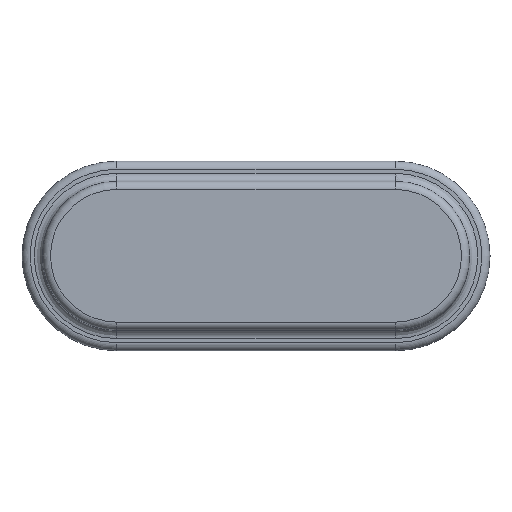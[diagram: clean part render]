
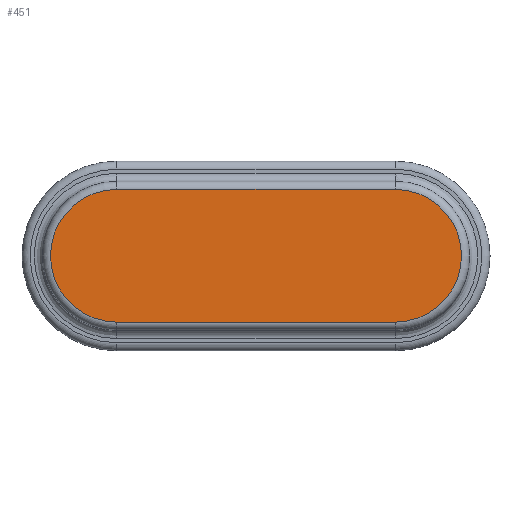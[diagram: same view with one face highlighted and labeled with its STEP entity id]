
A CAD part, top view. The second image highlights one B-rep face of the part: STEP entity #451.
In plain terms, the highlighted planar face has unit normal (0, 0, 1).
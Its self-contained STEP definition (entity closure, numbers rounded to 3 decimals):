
#259=CARTESIAN_POINT('',(-3.42,1.63,3.5));
#260=VERTEX_POINT('',#259);
#268=CARTESIAN_POINT('',(3.42,1.63,3.5));
#269=VERTEX_POINT('',#268);
#270=CARTESIAN_POINT('',(-3.42,1.63,3.5));
#271=DIRECTION('',(1.0,0.0,0.0));
#272=VECTOR('',#271,6.84);
#273=LINE('',#270,#272);
#274=EDGE_CURVE('',#260,#269,#273,.T.);
#301=CARTESIAN_POINT('',(-3.42,-1.63,3.5));
#302=VERTEX_POINT('',#301);
#310=CARTESIAN_POINT('',(-3.42,0.,3.5));
#311=DIRECTION('',(0.0,0.0,-1.0));
#312=DIRECTION('',(-1.0,0.0,0.0));
#313=AXIS2_PLACEMENT_3D('',#310,#311,#312);
#314=CIRCLE('',#313,1.63);
#315=EDGE_CURVE('',#302,#260,#314,.T.);
#333=CARTESIAN_POINT('',(3.42,-1.63,3.5));
#334=VERTEX_POINT('',#333);
#352=CARTESIAN_POINT('',(3.42,0.,3.5));
#353=DIRECTION('',(0.0,0.0,-1.0));
#354=DIRECTION('',(1.0,0.0,0.0));
#355=AXIS2_PLACEMENT_3D('',#352,#353,#354);
#356=CIRCLE('',#355,1.63);
#357=EDGE_CURVE('',#269,#334,#356,.T.);
#375=CARTESIAN_POINT('',(3.42,-1.63,3.5));
#376=DIRECTION('',(-1.0,0.0,0.0));
#377=VECTOR('',#376,6.84);
#378=LINE('',#375,#377);
#379=EDGE_CURVE('',#334,#302,#378,.T.);
#440=CARTESIAN_POINT('',(0.,0.,3.5));
#441=DIRECTION('',(0.0,0.0,1.0));
#442=DIRECTION('',(1.0,0.0,0.0));
#443=AXIS2_PLACEMENT_3D('',#440,#441,#442);
#444=PLANE('',#443);
#445=ORIENTED_EDGE('',*,*,#274,.F.);
#446=ORIENTED_EDGE('',*,*,#315,.F.);
#447=ORIENTED_EDGE('',*,*,#379,.F.);
#448=ORIENTED_EDGE('',*,*,#357,.F.);
#449=EDGE_LOOP('',(#445,#446,#447,#448));
#450=FACE_OUTER_BOUND('',#449,.T.);
#451=ADVANCED_FACE('',(#450),#444,.T.);
